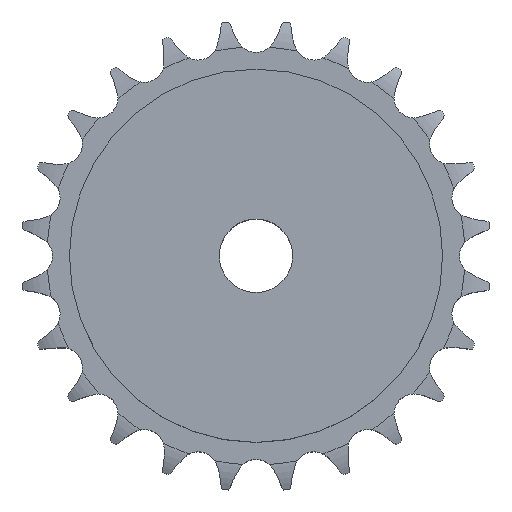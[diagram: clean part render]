
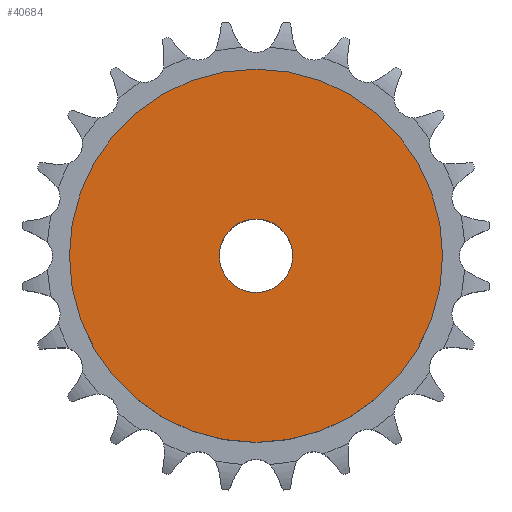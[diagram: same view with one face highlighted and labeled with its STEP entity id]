
A CAD part, top view. The second image highlights one B-rep face of the part: STEP entity #40684.
In plain terms, the highlighted planar face has unit normal (0, 0, 1).
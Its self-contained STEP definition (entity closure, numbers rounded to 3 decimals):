
#21645 = CYLINDRICAL_SURFACE('',#21646,6.);
#21646 = AXIS2_PLACEMENT_3D('',#21647,#21648,#21649);
#21647 = CARTESIAN_POINT('',(0.,0.,121.686));
#21648 = DIRECTION('',(0.,0.,1.));
#21649 = DIRECTION('',(1.,0.,0.));
#27833 = EDGE_CURVE('',#27834,#27834,#27836,.T.);
#27834 = VERTEX_POINT('',#27835);
#27835 = CARTESIAN_POINT('',(6.,0.,30.));
#27836 = SURFACE_CURVE('',#27837,(#27842,#27849),.PCURVE_S1.);
#27837 = CIRCLE('',#27838,6.);
#27838 = AXIS2_PLACEMENT_3D('',#27839,#27840,#27841);
#27839 = CARTESIAN_POINT('',(0.,0.,30.));
#27840 = DIRECTION('',(0.,0.,1.));
#27841 = DIRECTION('',(1.,0.,0.));
#27842 = PCURVE('',#21645,#27843);
#27843 = DEFINITIONAL_REPRESENTATION('',(#27844),#27848);
#27844 = LINE('',#27845,#27846);
#27845 = CARTESIAN_POINT('',(0.,-91.686));
#27846 = VECTOR('',#27847,1.);
#27847 = DIRECTION('',(1.,0.));
#27848 = ( GEOMETRIC_REPRESENTATION_CONTEXT(2) 
PARAMETRIC_REPRESENTATION_CONTEXT() REPRESENTATION_CONTEXT('2D SPACE',''
  ) );
#27849 = PCURVE('',#27850,#27855);
#27850 = PLANE('',#27851);
#27851 = AXIS2_PLACEMENT_3D('',#27852,#27853,#27854);
#27852 = CARTESIAN_POINT('',(0.,0.,30.)
  );
#27853 = DIRECTION('',(0.,0.,1.));
#27854 = DIRECTION('',(1.,0.,0.));
#27855 = DEFINITIONAL_REPRESENTATION('',(#27856),#27860);
#27856 = CIRCLE('',#27857,6.);
#27857 = AXIS2_PLACEMENT_2D('',#27858,#27859);
#27858 = CARTESIAN_POINT('',(0.,0.));
#27859 = DIRECTION('',(1.,0.));
#27860 = ( GEOMETRIC_REPRESENTATION_CONTEXT(2) 
PARAMETRIC_REPRESENTATION_CONTEXT() REPRESENTATION_CONTEXT('2D SPACE',''
  ) );
#40684 = ADVANCED_FACE('',(#40685,#40716),#27850,.T.);
#40685 = FACE_BOUND('',#40686,.T.);
#40686 = EDGE_LOOP('',(#40687));
#40687 = ORIENTED_EDGE('',*,*,#40688,.T.);
#40688 = EDGE_CURVE('',#40689,#40689,#40691,.T.);
#40689 = VERTEX_POINT('',#40690);
#40690 = CARTESIAN_POINT('',(30.5,0.,30.));
#40691 = SURFACE_CURVE('',#40692,(#40697,#40704),.PCURVE_S1.);
#40692 = CIRCLE('',#40693,30.5);
#40693 = AXIS2_PLACEMENT_3D('',#40694,#40695,#40696);
#40694 = CARTESIAN_POINT('',(0.,0.,30.));
#40695 = DIRECTION('',(0.,0.,1.));
#40696 = DIRECTION('',(1.,0.,0.));
#40697 = PCURVE('',#27850,#40698);
#40698 = DEFINITIONAL_REPRESENTATION('',(#40699),#40703);
#40699 = CIRCLE('',#40700,30.5);
#40700 = AXIS2_PLACEMENT_2D('',#40701,#40702);
#40701 = CARTESIAN_POINT('',(0.,0.));
#40702 = DIRECTION('',(1.,0.));
#40703 = ( GEOMETRIC_REPRESENTATION_CONTEXT(2) 
PARAMETRIC_REPRESENTATION_CONTEXT() REPRESENTATION_CONTEXT('2D SPACE',''
  ) );
#40704 = PCURVE('',#40705,#40710);
#40705 = CYLINDRICAL_SURFACE('',#40706,30.5);
#40706 = AXIS2_PLACEMENT_3D('',#40707,#40708,#40709);
#40707 = CARTESIAN_POINT('',(0.,0.,0.));
#40708 = DIRECTION('',(-0.,-0.,-1.));
#40709 = DIRECTION('',(1.,0.,0.));
#40710 = DEFINITIONAL_REPRESENTATION('',(#40711),#40715);
#40711 = LINE('',#40712,#40713);
#40712 = CARTESIAN_POINT('',(-0.,-30.));
#40713 = VECTOR('',#40714,1.);
#40714 = DIRECTION('',(-1.,0.));
#40715 = ( GEOMETRIC_REPRESENTATION_CONTEXT(2) 
PARAMETRIC_REPRESENTATION_CONTEXT() REPRESENTATION_CONTEXT('2D SPACE',''
  ) );
#40716 = FACE_BOUND('',#40717,.T.);
#40717 = EDGE_LOOP('',(#40718));
#40718 = ORIENTED_EDGE('',*,*,#27833,.F.);
